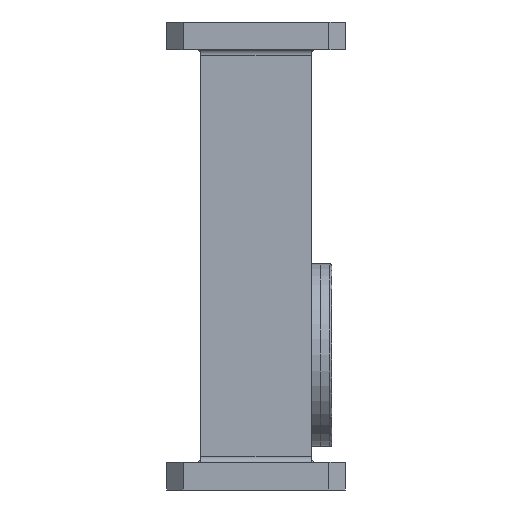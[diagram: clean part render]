
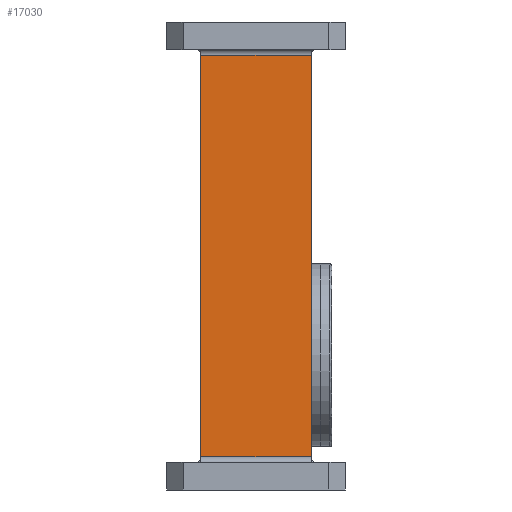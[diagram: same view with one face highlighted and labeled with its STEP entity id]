
A CAD part, front view. The second image highlights one B-rep face of the part: STEP entity #17030.
In plain terms, the highlighted planar face has unit normal (0, -1, 0).
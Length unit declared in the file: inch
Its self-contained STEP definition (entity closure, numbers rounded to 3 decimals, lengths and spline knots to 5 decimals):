
#1167 = CARTESIAN_POINT ( 'NONE',  ( -0.5, -0.25, 2.125 ) ) ;
#2085 = VERTEX_POINT ( 'NONE', #9086 ) ;
#3524 = DIRECTION ( 'NONE',  ( 0., 0., -1. ) ) ;
#3586 = VECTOR ( 'NONE', #11280, 39.37008 ) ;
#3705 = EDGE_CURVE ( 'NONE', #23191, #2085, #20945, .T. ) ;
#5012 = FACE_OUTER_BOUND ( 'NONE', #21362, .T. ) ;
#5154 = VERTEX_POINT ( 'NONE', #22340 ) ;
#6511 = CARTESIAN_POINT ( 'NONE',  ( -0.5, -0.25, -1.825 ) ) ;
#6540 = CARTESIAN_POINT ( 'NONE',  ( -0.5, -0.25, 2.125 ) ) ;
#8891 = ORIENTED_EDGE ( 'NONE', *, *, #3705, .T. ) ;
#9015 = EDGE_CURVE ( 'NONE', #2085, #25269, #12047, .T. ) ;
#9086 = CARTESIAN_POINT ( 'NONE',  ( -0.5, -0.25, 1.825 ) ) ;
#9555 = CARTESIAN_POINT ( 'NONE',  ( 0.5, -0.25, 2.125 ) ) ;
#9979 = CARTESIAN_POINT ( 'NONE',  ( 0.5, -0.25, 1.825 ) ) ;
#11280 = DIRECTION ( 'NONE',  ( 0., 0., -1. ) ) ;
#11368 = DIRECTION ( 'NONE',  ( -1., 0., 0. ) ) ;
#11374 = EDGE_CURVE ( 'NONE', #23191, #5154, #23117, .T. ) ;
#11539 = CARTESIAN_POINT ( 'NONE',  ( -0.5, -0.25, 1.825 ) ) ;
#12047 = LINE ( 'NONE', #1167, #3586 ) ;
#13498 = DIRECTION ( 'NONE',  ( 0., 1., 0. ) ) ;
#14767 = DIRECTION ( 'NONE',  ( 1., 0., 0. ) ) ;
#15299 = ORIENTED_EDGE ( 'NONE', *, *, #11374, .F. ) ;
#15904 = CARTESIAN_POINT ( 'NONE',  ( -0.5, -0.25, -1.825 ) ) ;
#16004 = VECTOR ( 'NONE', #11368, 39.37008 ) ;
#16351 = DIRECTION ( 'NONE',  ( 0., 0., 1. ) ) ;
#16579 = EDGE_CURVE ( 'NONE', #25269, #5154, #17670, .T. ) ;
#17030 = ADVANCED_FACE ( 'NONE', ( #5012 ), #21586, .F. ) ;
#17056 = VECTOR ( 'NONE', #14767, 39.37008 ) ;
#17670 = LINE ( 'NONE', #6511, #17056 ) ;
#19629 = AXIS2_PLACEMENT_3D ( 'NONE', #6540, #13498, #16351 ) ;
#20945 = LINE ( 'NONE', #11539, #16004 ) ;
#21362 = EDGE_LOOP ( 'NONE', ( #15299, #8891, #22022, #23349 ) ) ;
#21586 = PLANE ( 'NONE',  #19629 ) ;
#22022 = ORIENTED_EDGE ( 'NONE', *, *, #9015, .T. ) ;
#22184 = VECTOR ( 'NONE', #3524, 39.37008 ) ;
#22340 = CARTESIAN_POINT ( 'NONE',  ( 0.5, -0.25, -1.825 ) ) ;
#23117 = LINE ( 'NONE', #9555, #22184 ) ;
#23191 = VERTEX_POINT ( 'NONE', #9979 ) ;
#23349 = ORIENTED_EDGE ( 'NONE', *, *, #16579, .T. ) ;
#25269 = VERTEX_POINT ( 'NONE', #15904 ) ;
